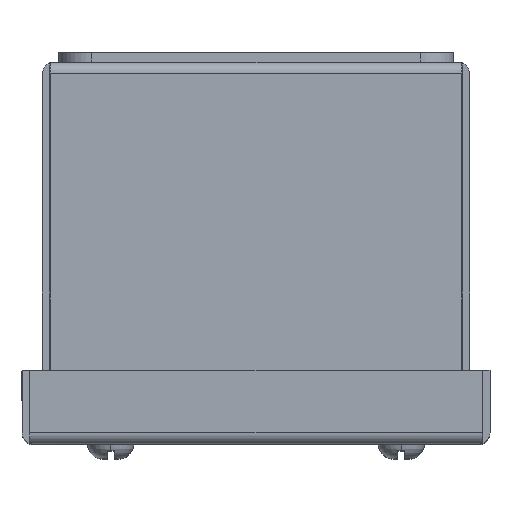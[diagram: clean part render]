
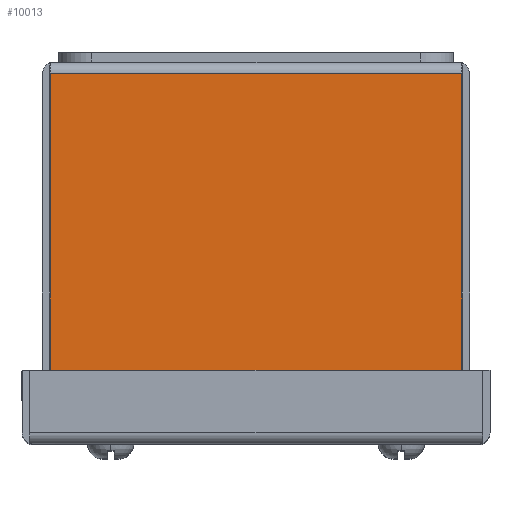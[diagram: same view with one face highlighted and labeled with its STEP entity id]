
A CAD part, top view. The second image highlights one B-rep face of the part: STEP entity #10013.
In plain terms, the highlighted planar face has unit normal (0, 0, 1).
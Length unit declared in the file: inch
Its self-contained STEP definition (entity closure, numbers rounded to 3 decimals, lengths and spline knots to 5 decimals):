
#226 = VERTEX_POINT ( 'NONE', #3932 ) ;
#492 = EDGE_CURVE ( 'NONE', #1345, #2086, #11099, .T. ) ;
#585 = DIRECTION ( 'NONE',  ( 0., 0., 1. ) ) ;
#1053 = ORIENTED_EDGE ( 'NONE', *, *, #10442, .F. ) ;
#1345 = VERTEX_POINT ( 'NONE', #8610 ) ;
#1382 = CARTESIAN_POINT ( 'NONE',  ( 1.56721, 39.37008, 1.75 ) ) ;
#1549 = VECTOR ( 'NONE', #9591, 39.37008 ) ;
#1573 = DIRECTION ( 'NONE',  ( 0., -1., 0. ) ) ;
#2086 = VERTEX_POINT ( 'NONE', #4408 ) ;
#2395 = EDGE_CURVE ( 'NONE', #226, #7911, #10427, .T. ) ;
#2494 = EDGE_LOOP ( 'NONE', ( #8061, #13692, #4899, #1053 ) ) ;
#2654 = VECTOR ( 'NONE', #1573, 39.37008 ) ;
#2842 = CARTESIAN_POINT ( 'NONE',  ( -10.902, 0., 1.75 ) ) ;
#2909 = PLANE ( 'NONE',  #10779 ) ;
#2991 = CARTESIAN_POINT ( 'NONE',  ( -10.902, -0.086, 1.75 ) ) ;
#3764 = CARTESIAN_POINT ( 'NONE',  ( -1.56721, 39.37008, 1.75 ) ) ;
#3932 = CARTESIAN_POINT ( 'NONE',  ( -1.56721, -0.086, 1.75 ) ) ;
#4408 = CARTESIAN_POINT ( 'NONE',  ( 1.56721, -2.664, 1.75 ) ) ;
#4899 = ORIENTED_EDGE ( 'NONE', *, *, #2395, .T. ) ;
#5716 = DIRECTION ( 'NONE',  ( 0., -1., 0. ) ) ;
#5973 = FACE_OUTER_BOUND ( 'NONE', #2494, .T. ) ;
#6498 = DIRECTION ( 'NONE',  ( -1., 0., 0. ) ) ;
#7772 = CARTESIAN_POINT ( 'NONE',  ( -1.56721, -2.664, 1.75 ) ) ;
#7797 = VECTOR ( 'NONE', #5716, 39.37008 ) ;
#7854 = VECTOR ( 'NONE', #6498, 39.37008 ) ;
#7911 = VERTEX_POINT ( 'NONE', #7772 ) ;
#8061 = ORIENTED_EDGE ( 'NONE', *, *, #492, .F. ) ;
#8221 = DIRECTION ( 'NONE',  ( 1., 0., 0. ) ) ;
#8610 = CARTESIAN_POINT ( 'NONE',  ( 1.56721, -0.086, 1.75 ) ) ;
#8623 = LINE ( 'NONE', #13886, #7854 ) ;
#9591 = DIRECTION ( 'NONE',  ( -1., 0., 0. ) ) ;
#10013 = ADVANCED_FACE ( 'NONE', ( #5973 ), #2909, .T. ) ;
#10427 = LINE ( 'NONE', #3764, #2654 ) ;
#10442 = EDGE_CURVE ( 'NONE', #2086, #7911, #8623, .T. ) ;
#10779 = AXIS2_PLACEMENT_3D ( 'NONE', #2842, #585, #8221 ) ;
#11099 = LINE ( 'NONE', #1382, #7797 ) ;
#11236 = EDGE_CURVE ( 'NONE', #1345, #226, #11721, .T. ) ;
#11721 = LINE ( 'NONE', #2991, #1549 ) ;
#13692 = ORIENTED_EDGE ( 'NONE', *, *, #11236, .T. ) ;
#13886 = CARTESIAN_POINT ( 'NONE',  ( -1.56721, -2.664, 1.75 ) ) ;
